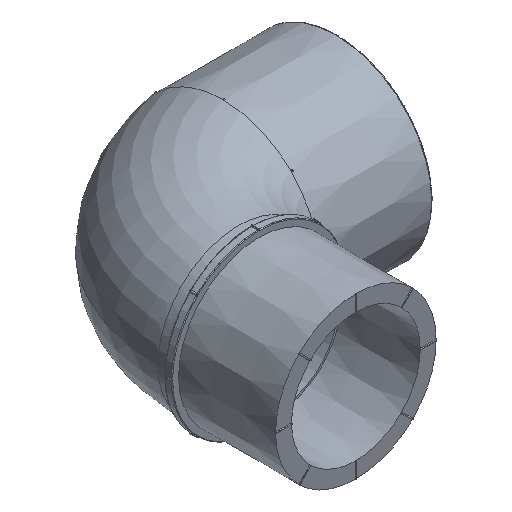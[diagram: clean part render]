
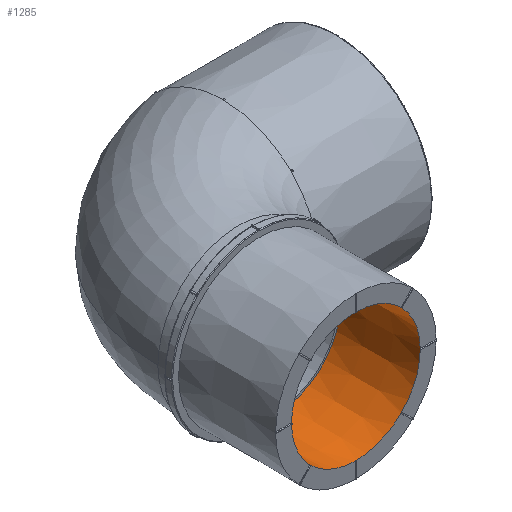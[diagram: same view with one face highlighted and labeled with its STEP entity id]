
A CAD part, isometric view. The second image highlights one B-rep face of the part: STEP entity #1285.
In plain terms, the highlighted conical face has half-angle 0.647 degrees and reference radius 24.9 mm.
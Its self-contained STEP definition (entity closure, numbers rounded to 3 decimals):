
#97=CONICAL_SURFACE('',#16963,24.9,0.647);
#1285=ADVANCED_FACE('',(#2835,#2836),#97,.F.);
#2835=FACE_BOUND('',#3056,.T.);
#2836=FACE_BOUND('',#3057,.T.);
#3056=EDGE_LOOP('',(#7266,#7267,#7268,#7269,#7270,#7271,#7272,#7273,#7274,
#7275,#7276,#7277,#7278,#7279,#7280,#7281));
#3057=EDGE_LOOP('',(#7282));
#3833=CIRCLE('',#16624,25.25);
#3835=CIRCLE('',#16627,25.25);
#3837=CIRCLE('',#16630,25.25);
#3839=CIRCLE('',#16633,25.25);
#3841=CIRCLE('',#16636,25.25);
#3843=CIRCLE('',#16639,25.25);
#3845=CIRCLE('',#16642,25.25);
#3908=CIRCLE('',#16717,25.25);
#3985=CIRCLE('',#16953,24.9);
#3986=CIRCLE('',#16955,25.25);
#3987=CIRCLE('',#16956,25.25);
#3988=CIRCLE('',#16957,25.25);
#3989=CIRCLE('',#16958,25.25);
#3990=CIRCLE('',#16959,25.25);
#3991=CIRCLE('',#16960,25.25);
#3992=CIRCLE('',#16961,25.25);
#3993=CIRCLE('',#16962,25.25);
#7266=ORIENTED_EDGE('',*,*,#13573,.T.);
#7267=ORIENTED_EDGE('',*,*,#13128,.T.);
#7268=ORIENTED_EDGE('',*,*,#13574,.T.);
#7269=ORIENTED_EDGE('',*,*,#13124,.T.);
#7270=ORIENTED_EDGE('',*,*,#13575,.T.);
#7271=ORIENTED_EDGE('',*,*,#13120,.T.);
#7272=ORIENTED_EDGE('',*,*,#13576,.T.);
#7273=ORIENTED_EDGE('',*,*,#13116,.T.);
#7274=ORIENTED_EDGE('',*,*,#13577,.T.);
#7275=ORIENTED_EDGE('',*,*,#13112,.T.);
#7276=ORIENTED_EDGE('',*,*,#13578,.T.);
#7277=ORIENTED_EDGE('',*,*,#13108,.T.);
#7278=ORIENTED_EDGE('',*,*,#13579,.T.);
#7279=ORIENTED_EDGE('',*,*,#13104,.T.);
#7280=ORIENTED_EDGE('',*,*,#13580,.T.);
#7281=ORIENTED_EDGE('',*,*,#13284,.T.);
#7282=ORIENTED_EDGE('',*,*,#13572,.T.);
#11445=VERTEX_POINT('',#24828);
#11447=VERTEX_POINT('',#24831);
#11449=VERTEX_POINT('',#24837);
#11451=VERTEX_POINT('',#24840);
#11453=VERTEX_POINT('',#24846);
#11455=VERTEX_POINT('',#24849);
#11457=VERTEX_POINT('',#24855);
#11459=VERTEX_POINT('',#24858);
#11461=VERTEX_POINT('',#24864);
#11463=VERTEX_POINT('',#24867);
#11465=VERTEX_POINT('',#24873);
#11467=VERTEX_POINT('',#24876);
#11469=VERTEX_POINT('',#24882);
#11471=VERTEX_POINT('',#24885);
#11584=VERTEX_POINT('',#25725);
#11585=VERTEX_POINT('',#25727);
#11720=VERTEX_POINT('',#30946);
#13104=EDGE_CURVE('',#11447,#11445,#3833,.T.);
#13108=EDGE_CURVE('',#11451,#11449,#3835,.T.);
#13112=EDGE_CURVE('',#11455,#11453,#3837,.T.);
#13116=EDGE_CURVE('',#11459,#11457,#3839,.T.);
#13120=EDGE_CURVE('',#11463,#11461,#3841,.T.);
#13124=EDGE_CURVE('',#11467,#11465,#3843,.T.);
#13128=EDGE_CURVE('',#11471,#11469,#3845,.T.);
#13284=EDGE_CURVE('',#11584,#11585,#3908,.T.);
#13572=EDGE_CURVE('',#11720,#11720,#3985,.T.);
#13573=EDGE_CURVE('',#11585,#11471,#3986,.T.);
#13574=EDGE_CURVE('',#11469,#11467,#3987,.T.);
#13575=EDGE_CURVE('',#11465,#11463,#3988,.T.);
#13576=EDGE_CURVE('',#11461,#11459,#3989,.T.);
#13577=EDGE_CURVE('',#11457,#11455,#3990,.T.);
#13578=EDGE_CURVE('',#11453,#11451,#3991,.T.);
#13579=EDGE_CURVE('',#11449,#11447,#3992,.T.);
#13580=EDGE_CURVE('',#11445,#11584,#3993,.T.);
#16624=AXIS2_PLACEMENT_3D('',#24830,#17811,#17812);
#16627=AXIS2_PLACEMENT_3D('',#24839,#17819,#17820);
#16630=AXIS2_PLACEMENT_3D('',#24848,#17827,#17828);
#16633=AXIS2_PLACEMENT_3D('',#24857,#17835,#17836);
#16636=AXIS2_PLACEMENT_3D('',#24866,#17843,#17844);
#16639=AXIS2_PLACEMENT_3D('',#24875,#17851,#17852);
#16642=AXIS2_PLACEMENT_3D('',#24884,#17859,#17860);
#16717=AXIS2_PLACEMENT_3D('',#25728,#18036,#18037);
#16953=AXIS2_PLACEMENT_3D('',#30945,#18624,#18625);
#16955=AXIS2_PLACEMENT_3D('',#30948,#18628,#18629);
#16956=AXIS2_PLACEMENT_3D('',#30949,#18630,#18631);
#16957=AXIS2_PLACEMENT_3D('',#30950,#18632,#18633);
#16958=AXIS2_PLACEMENT_3D('',#30951,#18634,#18635);
#16959=AXIS2_PLACEMENT_3D('',#30952,#18636,#18637);
#16960=AXIS2_PLACEMENT_3D('',#30953,#18638,#18639);
#16961=AXIS2_PLACEMENT_3D('',#30954,#18640,#18641);
#16962=AXIS2_PLACEMENT_3D('',#30955,#18642,#18643);
#16963=AXIS2_PLACEMENT_3D('',#30956,#18644,#18645);
#17811=DIRECTION('',(0.,-1.,0.));
#17812=DIRECTION('',(1.,0.,0.));
#17819=DIRECTION('',(0.,-1.,0.));
#17820=DIRECTION('',(1.,0.,0.));
#17827=DIRECTION('',(0.,-1.,0.));
#17828=DIRECTION('',(1.,0.,0.));
#17835=DIRECTION('',(0.,-1.,0.));
#17836=DIRECTION('',(1.,0.,0.));
#17843=DIRECTION('',(0.,-1.,0.));
#17844=DIRECTION('',(1.,0.,0.));
#17851=DIRECTION('',(0.,-1.,0.));
#17852=DIRECTION('',(1.,0.,0.));
#17859=DIRECTION('',(0.,-1.,0.));
#17860=DIRECTION('',(1.,0.,0.));
#18036=DIRECTION('',(0.,-1.,0.));
#18037=DIRECTION('',(1.,0.,0.));
#18624=DIRECTION('',(0.,1.,0.));
#18625=DIRECTION('',(1.,0.,0.));
#18628=DIRECTION('',(0.,-1.,0.));
#18629=DIRECTION('',(1.,0.,0.));
#18630=DIRECTION('',(0.,-1.,0.));
#18631=DIRECTION('',(1.,0.,0.));
#18632=DIRECTION('',(0.,-1.,0.));
#18633=DIRECTION('',(1.,0.,0.));
#18634=DIRECTION('',(0.,-1.,0.));
#18635=DIRECTION('',(1.,0.,0.));
#18636=DIRECTION('',(0.,-1.,0.));
#18637=DIRECTION('',(1.,0.,0.));
#18638=DIRECTION('',(0.,-1.,0.));
#18639=DIRECTION('',(1.,0.,0.));
#18640=DIRECTION('',(0.,-1.,0.));
#18641=DIRECTION('',(1.,0.,0.));
#18642=DIRECTION('',(0.,-1.,0.));
#18643=DIRECTION('',(1.,0.,0.));
#18644=DIRECTION('',(0.,-1.,0.));
#18645=DIRECTION('',(1.,0.,0.));
#24828=CARTESIAN_POINT('',(2517.067,933.622,18.03));
#24830=CARTESIAN_POINT('',(2534.744,933.622,0.));
#24831=CARTESIAN_POINT('',(2534.494,933.622,25.249));
#24837=CARTESIAN_POINT('',(2534.994,933.622,25.249));
#24839=CARTESIAN_POINT('',(2534.744,933.622,0.));
#24840=CARTESIAN_POINT('',(2552.421,933.622,18.03));
#24846=CARTESIAN_POINT('',(2552.774,933.622,17.677));
#24848=CARTESIAN_POINT('',(2534.744,933.622,0.));
#24849=CARTESIAN_POINT('',(2559.993,933.622,0.25));
#24855=CARTESIAN_POINT('',(2559.993,933.622,-0.25));
#24857=CARTESIAN_POINT('',(2534.744,933.622,0.));
#24858=CARTESIAN_POINT('',(2552.774,933.622,-17.677));
#24864=CARTESIAN_POINT('',(2552.421,933.622,-18.03));
#24866=CARTESIAN_POINT('',(2534.744,933.622,0.));
#24867=CARTESIAN_POINT('',(2534.994,933.622,-25.249));
#24873=CARTESIAN_POINT('',(2534.494,933.622,-25.249));
#24875=CARTESIAN_POINT('',(2534.744,933.622,0.));
#24876=CARTESIAN_POINT('',(2517.067,933.622,-18.03));
#24882=CARTESIAN_POINT('',(2516.714,933.622,-17.677));
#24884=CARTESIAN_POINT('',(2534.744,933.622,0.));
#24885=CARTESIAN_POINT('',(2509.495,933.622,-0.25));
#25725=CARTESIAN_POINT('',(2516.714,933.622,17.677));
#25727=CARTESIAN_POINT('',(2509.495,933.622,0.25));
#25728=CARTESIAN_POINT('',(2534.744,933.622,0.));
#30945=CARTESIAN_POINT('',(2534.744,964.622,0.));
#30946=CARTESIAN_POINT('',(2559.644,964.622,0.));
#30948=CARTESIAN_POINT('',(2534.744,933.622,0.));
#30949=CARTESIAN_POINT('',(2534.744,933.622,0.));
#30950=CARTESIAN_POINT('',(2534.744,933.622,0.));
#30951=CARTESIAN_POINT('',(2534.744,933.622,0.));
#30952=CARTESIAN_POINT('',(2534.744,933.622,0.));
#30953=CARTESIAN_POINT('',(2534.744,933.622,0.));
#30954=CARTESIAN_POINT('',(2534.744,933.622,0.));
#30955=CARTESIAN_POINT('',(2534.744,933.622,0.));
#30956=CARTESIAN_POINT('',(2534.744,964.622,0.));
